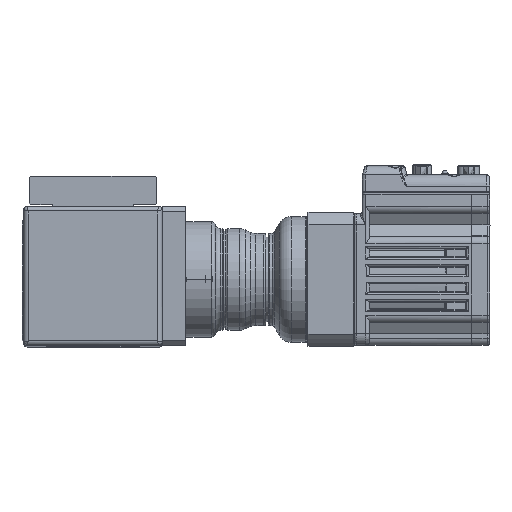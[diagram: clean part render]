
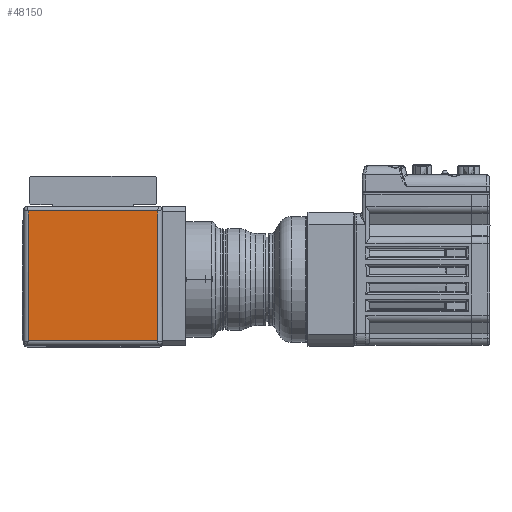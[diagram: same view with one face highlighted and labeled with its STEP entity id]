
A CAD part, top view. The second image highlights one B-rep face of the part: STEP entity #48150.
In plain terms, the highlighted planar face has unit normal (0, 0, 1).
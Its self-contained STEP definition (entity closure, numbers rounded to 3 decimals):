
#71 = CARTESIAN_POINT ( 'NONE',  ( -28., -28.15, 196. ) ) ;
#182 = CARTESIAN_POINT ( 'NONE',  ( -28., 28.15, 196. ) ) ;
#197 = EDGE_CURVE ( 'NONE', #25748, #654, #52035, .T. ) ;
#654 = VERTEX_POINT ( 'NONE', #96797 ) ;
#2196 = EDGE_CURVE ( 'NONE', #83645, #55158, #62629, .T. ) ;
#3956 = CARTESIAN_POINT ( 'NONE',  ( -28., -28.15, 196. ) ) ;
#12621 = CARTESIAN_POINT ( 'NONE',  ( 28., 13.949, 196. ) ) ;
#13224 = VECTOR ( 'NONE', #82149, 1000. ) ;
#14296 = LINE ( 'NONE', #69028, #96240 ) ;
#15742 = CARTESIAN_POINT ( 'NONE',  ( 28., 13.949, 196. ) ) ;
#18243 = CARTESIAN_POINT ( 'NONE',  ( 28., -28.15, 196. ) ) ;
#18456 = CARTESIAN_POINT ( 'NONE',  ( 0., -0.15, 196. ) ) ;
#19126 = DIRECTION ( 'NONE',  ( 0., 1., 0. ) ) ;
#20529 = VECTOR ( 'NONE', #77578, 1000. ) ;
#21420 = EDGE_LOOP ( 'NONE', ( #34826, #56418, #72428, #33786, #95826, #37691, #88983, #96032 ) ) ;
#22360 = VECTOR ( 'NONE', #58004, 1000. ) ;
#23920 = DIRECTION ( 'NONE',  ( 0., 1., 0. ) ) ;
#25119 = DIRECTION ( 'NONE',  ( 0., 1., 0. ) ) ;
#25748 = VERTEX_POINT ( 'NONE', #70164 ) ;
#30196 = DIRECTION ( 'NONE',  ( 1., 0., 0. ) ) ;
#30579 = EDGE_CURVE ( 'NONE', #42242, #654, #65401, .T. ) ;
#30613 = VECTOR ( 'NONE', #23920, 1000. ) ;
#30668 = LINE ( 'NONE', #71, #93761 ) ;
#32081 = VERTEX_POINT ( 'NONE', #57508 ) ;
#32265 = LINE ( 'NONE', #48035, #30613 ) ;
#33692 = DIRECTION ( 'NONE',  ( 0., 0., 1. ) ) ;
#33786 = ORIENTED_EDGE ( 'NONE', *, *, #82697, .F. ) ;
#34826 = ORIENTED_EDGE ( 'NONE', *, *, #89450, .T. ) ;
#34851 = LINE ( 'NONE', #86679, #68802 ) ;
#37401 = CARTESIAN_POINT ( 'NONE',  ( 28., -28.15, 196. ) ) ;
#37691 = ORIENTED_EDGE ( 'NONE', *, *, #77335, .F. ) ;
#38424 = DIRECTION ( 'NONE',  ( 0., -1., 0. ) ) ;
#42242 = VERTEX_POINT ( 'NONE', #15742 ) ;
#42396 = VECTOR ( 'NONE', #25119, 1000. ) ;
#45645 = CARTESIAN_POINT ( 'NONE',  ( -28., 6.001, 196. ) ) ;
#47750 = EDGE_CURVE ( 'NONE', #32081, #88668, #14296, .T. ) ;
#48035 = CARTESIAN_POINT ( 'NONE',  ( -28., 13.949, 196. ) ) ;
#48150 = ADVANCED_FACE ( 'NONE', ( #91010 ), #61399, .T. ) ;
#48693 = VERTEX_POINT ( 'NONE', #3956 ) ;
#52035 = LINE ( 'NONE', #182, #13224 ) ;
#52685 = EDGE_CURVE ( 'NONE', #48693, #83645, #30668, .T. ) ;
#55158 = VERTEX_POINT ( 'NONE', #70130 ) ;
#56418 = ORIENTED_EDGE ( 'NONE', *, *, #30579, .T. ) ;
#57508 = CARTESIAN_POINT ( 'NONE',  ( -28., 13.949, 196. ) ) ;
#58004 = DIRECTION ( 'NONE',  ( 0., 1., 0. ) ) ;
#61399 = PLANE ( 'NONE',  #80620 ) ;
#61778 = LINE ( 'NONE', #85425, #20529 ) ;
#62629 = LINE ( 'NONE', #18243, #42396 ) ;
#65401 = LINE ( 'NONE', #12621, #22360 ) ;
#68802 = VECTOR ( 'NONE', #19126, 1000. ) ;
#69028 = CARTESIAN_POINT ( 'NONE',  ( -28., 18.061, 196. ) ) ;
#70130 = CARTESIAN_POINT ( 'NONE',  ( 28., 6.001, 196. ) ) ;
#70164 = CARTESIAN_POINT ( 'NONE',  ( -28., 28.15, 196. ) ) ;
#72428 = ORIENTED_EDGE ( 'NONE', *, *, #197, .F. ) ;
#77335 = EDGE_CURVE ( 'NONE', #48693, #88668, #61778, .T. ) ;
#77578 = DIRECTION ( 'NONE',  ( 0., 1., 0. ) ) ;
#80620 = AXIS2_PLACEMENT_3D ( 'NONE', #18456, #33692, #86984 ) ;
#82149 = DIRECTION ( 'NONE',  ( 1., 0., 0. ) ) ;
#82697 = EDGE_CURVE ( 'NONE', #32081, #25748, #32265, .T. ) ;
#83645 = VERTEX_POINT ( 'NONE', #37401 ) ;
#85425 = CARTESIAN_POINT ( 'NONE',  ( -28., -28.15, 196. ) ) ;
#86679 = CARTESIAN_POINT ( 'NONE',  ( 28., 18.061, 196. ) ) ;
#86984 = DIRECTION ( 'NONE',  ( 1., 0., 0. ) ) ;
#88668 = VERTEX_POINT ( 'NONE', #45645 ) ;
#88983 = ORIENTED_EDGE ( 'NONE', *, *, #52685, .T. ) ;
#89450 = EDGE_CURVE ( 'NONE', #55158, #42242, #34851, .T. ) ;
#91010 = FACE_OUTER_BOUND ( 'NONE', #21420, .T. ) ;
#93761 = VECTOR ( 'NONE', #30196, 1000. ) ;
#95826 = ORIENTED_EDGE ( 'NONE', *, *, #47750, .T. ) ;
#96032 = ORIENTED_EDGE ( 'NONE', *, *, #2196, .T. ) ;
#96240 = VECTOR ( 'NONE', #38424, 1000. ) ;
#96797 = CARTESIAN_POINT ( 'NONE',  ( 28., 28.15, 196. ) ) ;
